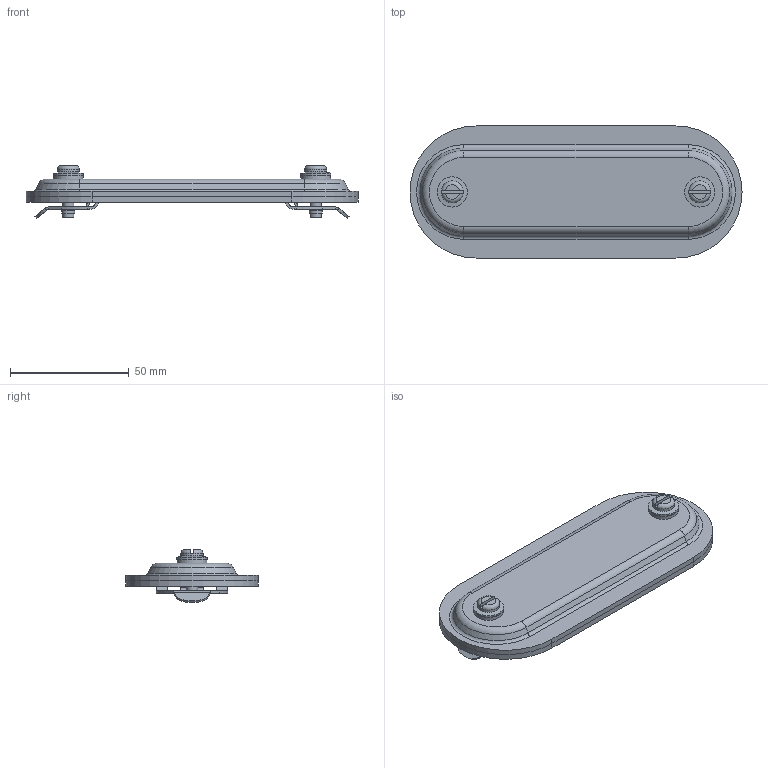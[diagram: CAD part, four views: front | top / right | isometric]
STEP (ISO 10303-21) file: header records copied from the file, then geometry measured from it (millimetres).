
FILE_DESCRIPTION(/* description */ (''),/* implementation_level */ '2;1');
FILE_NAME(/* name */ '470GSA.stp',/* time_stamp */ '2019-10-09T22:01:50+06:00',/* author */ ('mashraf'),/* organization */ (''),/* preprocessor_version */ 'ST-DEVELOPER v16.13',/* originating_system */ 'Autodesk Inventor 2018',/* authorisation */ '');
FILE_SCHEMA (('AUTOMOTIVE_DESIGN { 1 0 10303 214 3 1 1 }'));
Length unit declared in the file: inch
Products named in the file (6): 470GSA; 470SA; 17691; 18038; SEE NX 17952.PRT; 17693-2
Assembly tree (7 placements, depth 3):
  470GSA
    470SA
      17691
      18038  x2
      SEE NX 17952.PRT  x2
    17693-2
Bounding box: 139.7 x 55.56 x 22.3 mm (x, y, z)
Volume: 32946 mm3; surface area: 33664.8 mm2
Topology: 10 solids, 10 shells, 254 faces, 632 edges, 392 vertices
Faces by surface type: plane 100, cylinder 94, bspline 36, cone 12, torus 12
Full cylindrical faces by diameter (mm): 3.734 x2, 4.318 x2, 4.826 x2, 5.08 x2, 5.556 x2, 5.588 x2, 9.271 x2, 12.446 x2, 12.7 x2
Entity records: 5179 total; most frequent: CARTESIAN_POINT 1296, DIRECTION 762, ORIENTED_EDGE 756, EDGE_CURVE 378, AXIS2_PLACEMENT_3D 288, VERTEX_POINT 246, EDGE_LOOP 190, LINE 186
